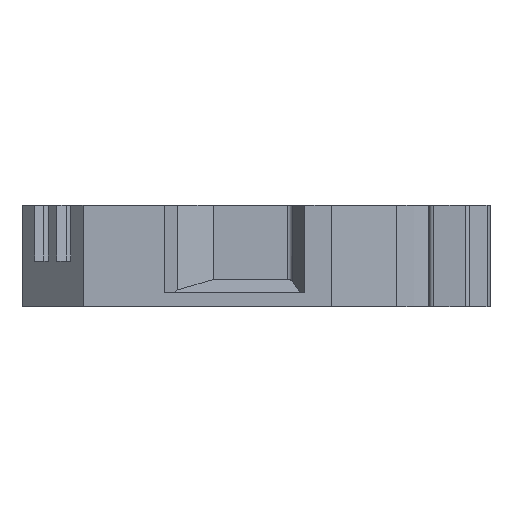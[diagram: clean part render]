
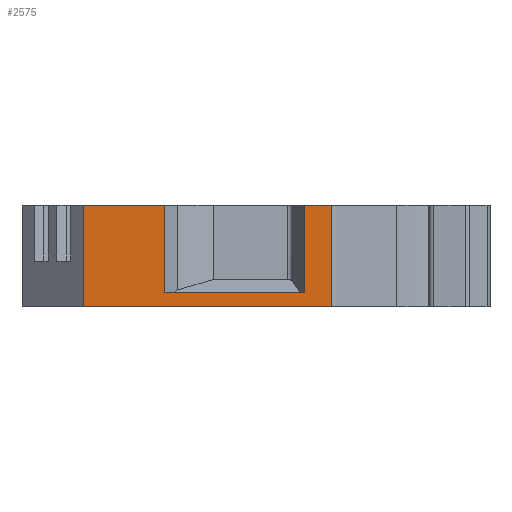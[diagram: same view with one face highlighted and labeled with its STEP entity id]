
A CAD part, left-side view. The second image highlights one B-rep face of the part: STEP entity #2575.
In plain terms, the highlighted planar face has unit normal (-1, 0, 0).
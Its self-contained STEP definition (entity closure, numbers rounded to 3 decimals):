
#256=DIRECTION('',(0.,-1.,0.));
#257=VECTOR('',#256,24.4);
#258=CARTESIAN_POINT('',(-20.,17.,-5.));
#259=LINE('',#258,#257);
#437=DIRECTION('',(0.,0.,1.));
#438=VECTOR('',#437,10.);
#439=CARTESIAN_POINT('',(-20.,-7.4,-5.));
#440=LINE('',#439,#438);
#441=DIRECTION('',(0.,0.,-1.));
#442=VECTOR('',#441,8.6);
#443=CARTESIAN_POINT('',(-20.,-4.8,5.));
#444=LINE('',#443,#442);
#445=DIRECTION('',(0.,0.,1.));
#446=VECTOR('',#445,10.);
#447=CARTESIAN_POINT('',(-20.,17.,-5.));
#448=LINE('',#447,#446);
#449=DIRECTION('',(0.,0.,-1.));
#450=VECTOR('',#449,8.6);
#451=CARTESIAN_POINT('',(-20.,9.,5.));
#452=LINE('',#451,#450);
#453=DIRECTION('',(0.,1.,0.));
#454=VECTOR('',#453,13.8);
#455=CARTESIAN_POINT('',(-20.,-4.8,-3.6));
#456=LINE('',#455,#454);
#845=DIRECTION('',(0.,-1.,0.));
#846=VECTOR('',#845,2.6);
#847=CARTESIAN_POINT('',(-20.,-4.8,5.));
#848=LINE('',#847,#846);
#870=DIRECTION('',(0.,-1.,0.));
#871=VECTOR('',#870,8.);
#872=CARTESIAN_POINT('',(-20.,17.,5.));
#873=LINE('',#872,#871);
#1699=CARTESIAN_POINT('',(-20.,17.,-5.));
#1700=VERTEX_POINT('',#1699);
#1701=CARTESIAN_POINT('',(-20.,-7.4,-5.));
#1702=VERTEX_POINT('',#1701);
#1849=CARTESIAN_POINT('',(-20.,-7.4,5.));
#1851=VERTEX_POINT('',#1849);
#1893=CARTESIAN_POINT('',(-20.,17.,5.));
#1894=VERTEX_POINT('',#1893);
#2002=CARTESIAN_POINT('',(-20.,-4.8,5.));
#2004=VERTEX_POINT('',#2002);
#2012=CARTESIAN_POINT('',(-20.,9.,5.));
#2013=VERTEX_POINT('',#2012);
#2014=CARTESIAN_POINT('',(-20.,-4.8,-3.6));
#2015=VERTEX_POINT('',#2014);
#2016=CARTESIAN_POINT('',(-20.,9.,-3.6));
#2017=VERTEX_POINT('',#2016);
#2554=CARTESIAN_POINT('',(-20.,17.,-5.));
#2555=DIRECTION('',(-1.,0.,0.));
#2556=DIRECTION('',(0.,-1.,0.));
#2557=AXIS2_PLACEMENT_3D('',#2554,#2555,#2556);
#2558=PLANE('',#2557);
#2560=ORIENTED_EDGE('',*,*,#2559,.F.);
#2562=ORIENTED_EDGE('',*,*,#2561,.T.);
#2563=ORIENTED_EDGE('',*,*,#2546,.F.);
#2564=ORIENTED_EDGE('',*,*,#2198,.F.);
#2566=ORIENTED_EDGE('',*,*,#2565,.T.);
#2568=ORIENTED_EDGE('',*,*,#2567,.T.);
#2570=ORIENTED_EDGE('',*,*,#2569,.T.);
#2572=ORIENTED_EDGE('',*,*,#2571,.F.);
#2573=EDGE_LOOP('',(#2560,#2562,#2563,#2564,#2566,#2568,#2570,#2572));
#2574=FACE_OUTER_BOUND('',#2573,.F.);
#2198=EDGE_CURVE('',#1700,#1702,#259,.T.);
#2546=EDGE_CURVE('',#1702,#1851,#440,.T.);
#2559=EDGE_CURVE('',#2004,#2015,#444,.T.);
#2561=EDGE_CURVE('',#2004,#1851,#848,.T.);
#2565=EDGE_CURVE('',#1700,#1894,#448,.T.);
#2567=EDGE_CURVE('',#1894,#2013,#873,.T.);
#2569=EDGE_CURVE('',#2013,#2017,#452,.T.);
#2571=EDGE_CURVE('',#2015,#2017,#456,.T.);
#2575=ADVANCED_FACE('',(#2574),#2558,.T.);
